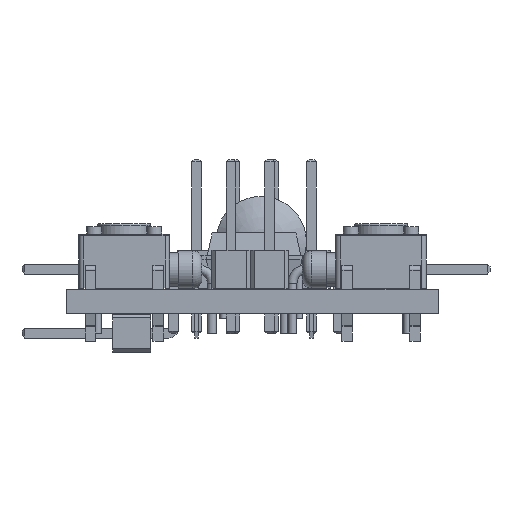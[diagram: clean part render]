
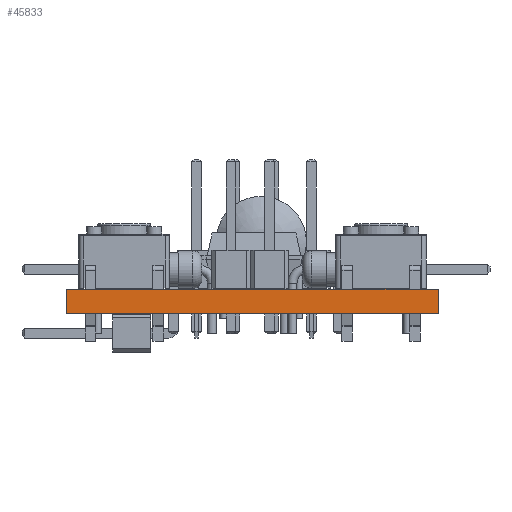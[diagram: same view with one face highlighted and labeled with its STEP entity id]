
A CAD part, front view. The second image highlights one B-rep face of the part: STEP entity #45833.
In plain terms, the highlighted planar face has unit normal (0, -1, 0).
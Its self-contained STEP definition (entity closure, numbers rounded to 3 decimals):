
#45717 = EDGE_CURVE('',#45718,#45720,#45722,.T.);
#45718 = VERTEX_POINT('',#45719);
#45719 = CARTESIAN_POINT('',(168.148,-125.476,0.));
#45720 = VERTEX_POINT('',#45721);
#45721 = CARTESIAN_POINT('',(168.148,-125.476,1.6));
#45722 = SURFACE_CURVE('',#45723,(#45727,#45739),.PCURVE_S1.);
#45723 = LINE('',#45724,#45725);
#45724 = CARTESIAN_POINT('',(168.148,-125.476,0.));
#45725 = VECTOR('',#45726,1.);
#45726 = DIRECTION('',(0.,0.,1.));
#45727 = PCURVE('',#45728,#45733);
#45728 = PLANE('',#45729);
#45729 = AXIS2_PLACEMENT_3D('',#45730,#45731,#45732);
#45730 = CARTESIAN_POINT('',(168.148,-125.476,0.));
#45731 = DIRECTION('',(-1.,0.,0.));
#45732 = DIRECTION('',(0.,1.,0.));
#45733 = DEFINITIONAL_REPRESENTATION('',(#45734),#45738);
#45734 = LINE('',#45735,#45736);
#45735 = CARTESIAN_POINT('',(0.,0.));
#45736 = VECTOR('',#45737,1.);
#45737 = DIRECTION('',(0.,-1.));
#45738 = ( GEOMETRIC_REPRESENTATION_CONTEXT(2) 
PARAMETRIC_REPRESENTATION_CONTEXT() REPRESENTATION_CONTEXT('2D SPACE',''
  ) );
#45739 = PCURVE('',#45740,#45745);
#45740 = PLANE('',#45741);
#45741 = AXIS2_PLACEMENT_3D('',#45742,#45743,#45744);
#45742 = CARTESIAN_POINT('',(192.786,-125.476,0.));
#45743 = DIRECTION('',(0.,-1.,0.));
#45744 = DIRECTION('',(-1.,0.,0.));
#45745 = DEFINITIONAL_REPRESENTATION('',(#45746),#45750);
#45746 = LINE('',#45747,#45748);
#45747 = CARTESIAN_POINT('',(24.638,0.));
#45748 = VECTOR('',#45749,1.);
#45749 = DIRECTION('',(0.,-1.));
#45750 = ( GEOMETRIC_REPRESENTATION_CONTEXT(2) 
PARAMETRIC_REPRESENTATION_CONTEXT() REPRESENTATION_CONTEXT('2D SPACE',''
  ) );
#45768 = PLANE('',#45769);
#45769 = AXIS2_PLACEMENT_3D('',#45770,#45771,#45772);
#45770 = CARTESIAN_POINT('',(180.467,-94.361,1.6));
#45771 = DIRECTION('',(0.,0.,-1.));
#45772 = DIRECTION('',(-1.,0.,0.));
#45822 = PLANE('',#45823);
#45823 = AXIS2_PLACEMENT_3D('',#45824,#45825,#45826);
#45824 = CARTESIAN_POINT('',(180.467,-94.361,0.));
#45825 = DIRECTION('',(0.,0.,-1.));
#45826 = DIRECTION('',(-1.,0.,0.));
#45833 = ADVANCED_FACE('',(#45834),#45740,.T.);
#45834 = FACE_BOUND('',#45835,.T.);
#45835 = EDGE_LOOP('',(#45836,#45866,#45887,#45888));
#45836 = ORIENTED_EDGE('',*,*,#45837,.T.);
#45837 = EDGE_CURVE('',#45838,#45840,#45842,.T.);
#45838 = VERTEX_POINT('',#45839);
#45839 = CARTESIAN_POINT('',(192.786,-125.476,0.));
#45840 = VERTEX_POINT('',#45841);
#45841 = CARTESIAN_POINT('',(192.786,-125.476,1.6));
#45842 = SURFACE_CURVE('',#45843,(#45847,#45854),.PCURVE_S1.);
#45843 = LINE('',#45844,#45845);
#45844 = CARTESIAN_POINT('',(192.786,-125.476,0.));
#45845 = VECTOR('',#45846,1.);
#45846 = DIRECTION('',(0.,0.,1.));
#45847 = PCURVE('',#45740,#45848);
#45848 = DEFINITIONAL_REPRESENTATION('',(#45849),#45853);
#45849 = LINE('',#45850,#45851);
#45850 = CARTESIAN_POINT('',(0.,0.));
#45851 = VECTOR('',#45852,1.);
#45852 = DIRECTION('',(0.,-1.));
#45853 = ( GEOMETRIC_REPRESENTATION_CONTEXT(2) 
PARAMETRIC_REPRESENTATION_CONTEXT() REPRESENTATION_CONTEXT('2D SPACE',''
  ) );
#45854 = PCURVE('',#45855,#45860);
#45855 = PLANE('',#45856);
#45856 = AXIS2_PLACEMENT_3D('',#45857,#45858,#45859);
#45857 = CARTESIAN_POINT('',(192.786,-63.246,0.));
#45858 = DIRECTION('',(1.,0.,0.));
#45859 = DIRECTION('',(0.,-1.,0.));
#45860 = DEFINITIONAL_REPRESENTATION('',(#45861),#45865);
#45861 = LINE('',#45862,#45863);
#45862 = CARTESIAN_POINT('',(62.23,0.));
#45863 = VECTOR('',#45864,1.);
#45864 = DIRECTION('',(0.,-1.));
#45865 = ( GEOMETRIC_REPRESENTATION_CONTEXT(2) 
PARAMETRIC_REPRESENTATION_CONTEXT() REPRESENTATION_CONTEXT('2D SPACE',''
  ) );
#45866 = ORIENTED_EDGE('',*,*,#45867,.T.);
#45867 = EDGE_CURVE('',#45840,#45720,#45868,.T.);
#45868 = SURFACE_CURVE('',#45869,(#45873,#45880),.PCURVE_S1.);
#45869 = LINE('',#45870,#45871);
#45870 = CARTESIAN_POINT('',(192.786,-125.476,1.6));
#45871 = VECTOR('',#45872,1.);
#45872 = DIRECTION('',(-1.,0.,0.));
#45873 = PCURVE('',#45740,#45874);
#45874 = DEFINITIONAL_REPRESENTATION('',(#45875),#45879);
#45875 = LINE('',#45876,#45877);
#45876 = CARTESIAN_POINT('',(0.,-1.6));
#45877 = VECTOR('',#45878,1.);
#45878 = DIRECTION('',(1.,0.));
#45879 = ( GEOMETRIC_REPRESENTATION_CONTEXT(2) 
PARAMETRIC_REPRESENTATION_CONTEXT() REPRESENTATION_CONTEXT('2D SPACE',''
  ) );
#45880 = PCURVE('',#45768,#45881);
#45881 = DEFINITIONAL_REPRESENTATION('',(#45882),#45886);
#45882 = LINE('',#45883,#45884);
#45883 = CARTESIAN_POINT('',(-12.319,-31.115));
#45884 = VECTOR('',#45885,1.);
#45885 = DIRECTION('',(1.,0.));
#45886 = ( GEOMETRIC_REPRESENTATION_CONTEXT(2) 
PARAMETRIC_REPRESENTATION_CONTEXT() REPRESENTATION_CONTEXT('2D SPACE',''
  ) );
#45887 = ORIENTED_EDGE('',*,*,#45717,.F.);
#45888 = ORIENTED_EDGE('',*,*,#45889,.F.);
#45889 = EDGE_CURVE('',#45838,#45718,#45890,.T.);
#45890 = SURFACE_CURVE('',#45891,(#45895,#45902),.PCURVE_S1.);
#45891 = LINE('',#45892,#45893);
#45892 = CARTESIAN_POINT('',(192.786,-125.476,0.));
#45893 = VECTOR('',#45894,1.);
#45894 = DIRECTION('',(-1.,0.,0.));
#45895 = PCURVE('',#45740,#45896);
#45896 = DEFINITIONAL_REPRESENTATION('',(#45897),#45901);
#45897 = LINE('',#45898,#45899);
#45898 = CARTESIAN_POINT('',(0.,0.));
#45899 = VECTOR('',#45900,1.);
#45900 = DIRECTION('',(1.,0.));
#45901 = ( GEOMETRIC_REPRESENTATION_CONTEXT(2) 
PARAMETRIC_REPRESENTATION_CONTEXT() REPRESENTATION_CONTEXT('2D SPACE',''
  ) );
#45902 = PCURVE('',#45822,#45903);
#45903 = DEFINITIONAL_REPRESENTATION('',(#45904),#45908);
#45904 = LINE('',#45905,#45906);
#45905 = CARTESIAN_POINT('',(-12.319,-31.115));
#45906 = VECTOR('',#45907,1.);
#45907 = DIRECTION('',(1.,0.));
#45908 = ( GEOMETRIC_REPRESENTATION_CONTEXT(2) 
PARAMETRIC_REPRESENTATION_CONTEXT() REPRESENTATION_CONTEXT('2D SPACE',''
  ) );
